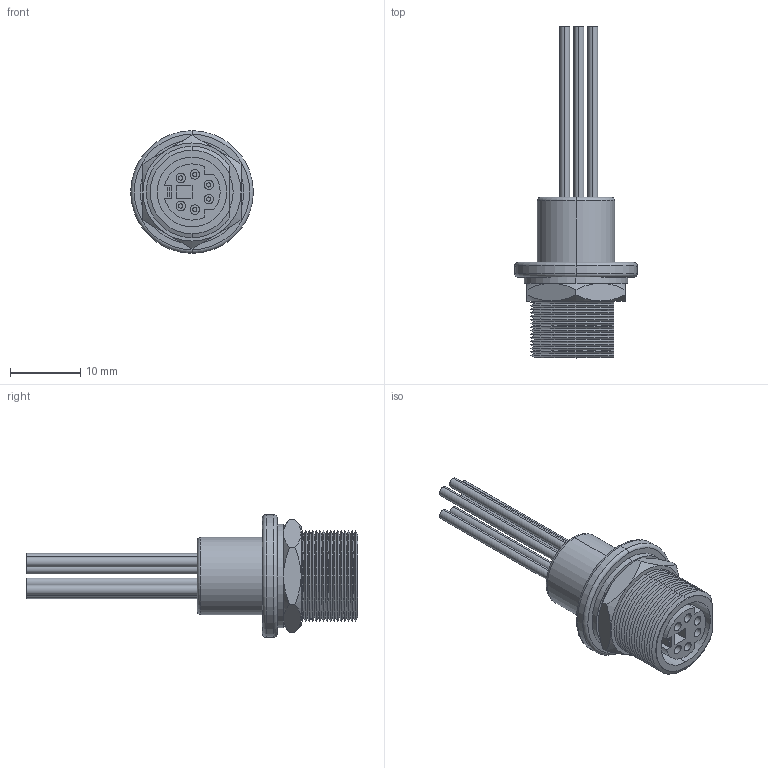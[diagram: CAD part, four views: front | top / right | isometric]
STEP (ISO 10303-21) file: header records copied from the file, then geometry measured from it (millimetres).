
FILE_DESCRIPTION (( 'STEP AP214' ), '1' );
FILE_NAME ('MD66FJR.STEP', '2019-06-27T19:50:15', ( '' ), ( '' ), 'SwSTEP 2.0', 'SolidWorks 2018', '' );
FILE_SCHEMA (( 'AUTOMOTIVE_DESIGN' ));
Length unit declared in the file: inch
Products named in the file (7): 3AA03-005; MD44FJF-MA1_MINI DIN 4; 3AC03-002; 3AB10-001_MD66FJR; 3AA02-008; MD66FJR; 3AB07-039_no pin marking
Assembly tree (11 placements, depth 2):
  MD66FJR
    3AB10-001_MD66FJR
    3AA03-005
    3AA02-008
    3AB07-039_no pin marking
    3AC03-002  x6
    MD44FJF-MA1_MINI DIN 4
Bounding box: 17.45 x 47.24 x 17.45 mm (x, y, z)
Volume: 2549.5 mm3; surface area: 5367.5 mm2
Topology: 11 solids, 11 shells, 573 faces, 1417 edges, 894 vertices
Faces by surface type: plane 194, cylinder 174, cone 147, bspline 52, torus 6
Entity records: 20005 total; most frequent: CARTESIAN_POINT 6629, ORIENTED_EDGE 2714, DIRECTION 2540, EDGE_CURVE 1357, AXIS2_PLACEMENT_3D 901, VERTEX_POINT 854, LINE 738, VECTOR 738
